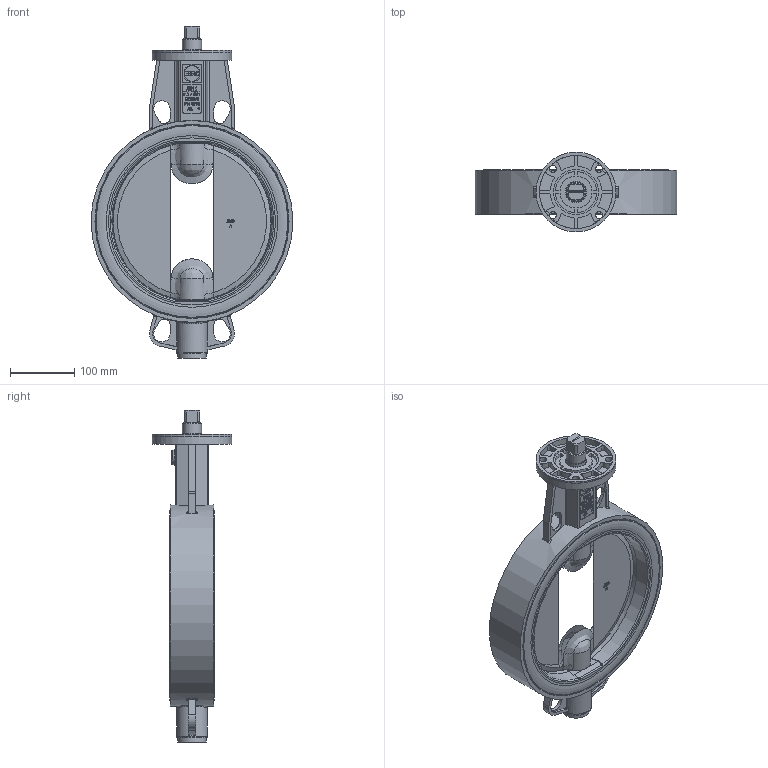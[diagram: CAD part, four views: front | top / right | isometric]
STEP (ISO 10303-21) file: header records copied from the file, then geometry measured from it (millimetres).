
FILE_DESCRIPTION(/* description */ (''),/* implementation_level */ '2;1');
FILE_NAME(/* name */ 'Z011-WN DN250.stp',/* time_stamp */ '2019-06-05T15:01:48+02:00',/* author */ ('hellwig'),/* organization */ (''),/* preprocessor_version */ 'ST-DEVELOPER v16.5',/* originating_system */ 'Autodesk Inventor 2017',/* authorisation */ '');
FILE_SCHEMA (('CONFIG_CONTROL_DESIGN'));
Length unit declared in the file: millimetre
Products named in the file (1): M8031
Bounding box: 314 x 124.4 x 516.5 mm (x, y, z)
Volume: 2541587.8 mm3; surface area: 551562.5 mm2
Topology: 1 solids, 15 shells, 2094 faces, 6099 edges, 4004 vertices
Faces by surface type: plane 909, cylinder 457, torus 353, bspline 318, cone 57
Full cylindrical faces by diameter (mm): 4.917 x1, 5.5 x1, 6.647 x1, 8 x1, 11 x4, 25.2 x1, 25.5 x5, 26 x1, 28.6 x1, 29.5 x1, 30 x13, 30.1 x4, 30.2 x2, 30.3 x1, 30.46 x2, 30.55 x1, 34 x2, 34.6 x4, 36 x4, 36.376 x2, 37.95 x1, 38 x2, 44 x3, 44.3 x2, 48 x1, 48.4 x1, 70.1 x1, 114 x1, 124 x1, 124.4 x1
Entity records: 76908 total; most frequent: CARTESIAN_POINT 20366, ORIENTED_EDGE 11816, DIRECTION 11056, EDGE_CURVE 5903, AXIS2_PLACEMENT_3D 4163, VERTEX_POINT 3941, LINE 2730, VECTOR 2730
